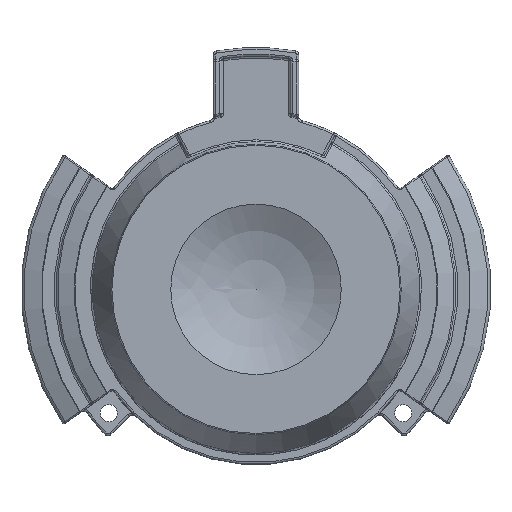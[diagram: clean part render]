
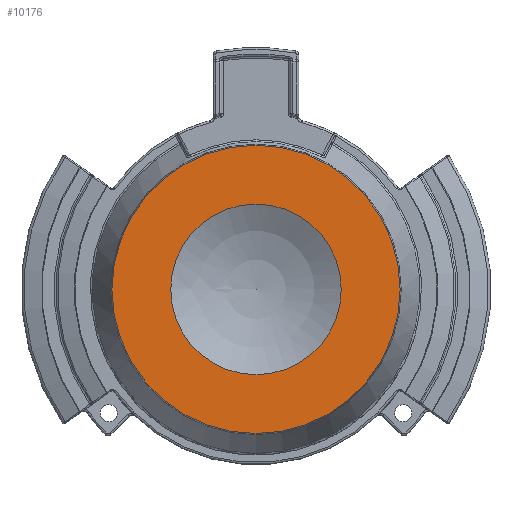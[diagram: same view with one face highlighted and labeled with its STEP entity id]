
A CAD part, top view. The second image highlights one B-rep face of the part: STEP entity #10176.
In plain terms, the highlighted planar face has unit normal (0, 0, 1).
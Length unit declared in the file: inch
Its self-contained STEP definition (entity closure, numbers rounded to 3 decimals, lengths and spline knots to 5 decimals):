
#58=FACE_BOUND('',#3749,.T.);
#282=PLANE('',#10944);
#3103=FACE_OUTER_BOUND('',#3748,.T.);
#3748=EDGE_LOOP('',(#9546));
#3749=EDGE_LOOP('',(#9547));
#4105=CIRCLE('',#10760,2.10892);
#4107=CIRCLE('',#10945,1.248);
#4699=VERTEX_POINT('',#17612);
#5050=VERTEX_POINT('',#20155);
#5919=EDGE_CURVE('',#4699,#4699,#4105,.T.);
#6552=EDGE_CURVE('',#5050,#5050,#4107,.T.);
#9546=ORIENTED_EDGE('',*,*,#5919,.T.);
#9547=ORIENTED_EDGE('',*,*,#6552,.F.);
#10176=ADVANCED_FACE('',(#3103,#58),#282,.T.);
#10760=AXIS2_PLACEMENT_3D('',#17613,#12335,#12336);
#10944=AXIS2_PLACEMENT_3D('',#20154,#13149,#13150);
#10945=AXIS2_PLACEMENT_3D('',#20156,#13151,#13152);
#12335=DIRECTION('center_axis',(0.,0.,1.));
#12336=DIRECTION('ref_axis',(0.,1.,0.));
#13149=DIRECTION('center_axis',(0.,0.,1.));
#13150=DIRECTION('ref_axis',(1.,0.,0.));
#13151=DIRECTION('center_axis',(0.,0.,1.));
#13152=DIRECTION('ref_axis',(0.,1.,0.));
#17612=CARTESIAN_POINT('',(0.,-2.10892,1.825));
#17613=CARTESIAN_POINT('Origin',(0.,0.,1.825));
#20154=CARTESIAN_POINT('Origin',(0.,1.67846,1.825));
#20155=CARTESIAN_POINT('',(-1.248,0.,1.825));
#20156=CARTESIAN_POINT('Origin',(0.,0.,1.825));
